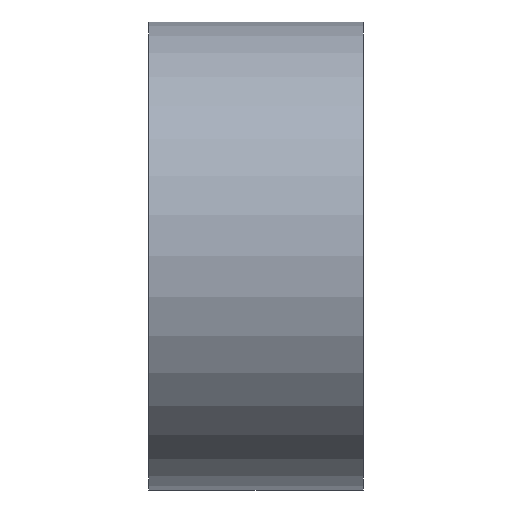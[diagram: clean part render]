
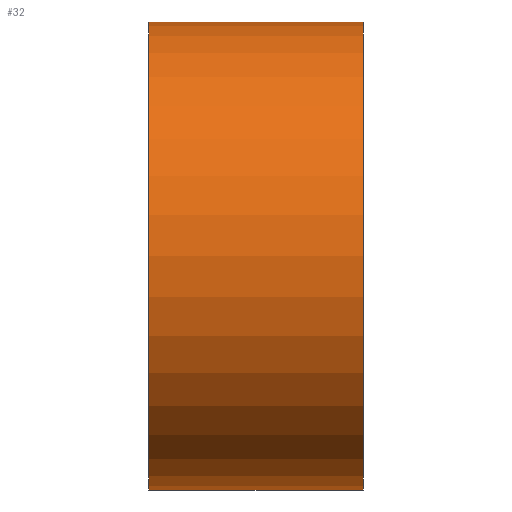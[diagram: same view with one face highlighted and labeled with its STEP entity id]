
A CAD part, front view. The second image highlights one B-rep face of the part: STEP entity #32.
In plain terms, the highlighted cylindrical face has radius 2.95 mm (diameter 5.9 mm), a partial arc.
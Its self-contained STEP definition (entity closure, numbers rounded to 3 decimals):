
#9 = ORIENTED_EDGE ( 'NONE', *, *, #187, .F. ) ;
#10 = EDGE_CURVE ( 'NONE', #136, #129, #50, .T. ) ;
#27 = VERTEX_POINT ( 'NONE', #69 ) ;
#32 = ADVANCED_FACE ( 'NONE', ( #148 ), #167, .T. ) ;
#48 = EDGE_CURVE ( 'NONE', #27, #73, #199, .T. ) ;
#50 = LINE ( 'NONE', #105, #137 ) ;
#56 = CARTESIAN_POINT ( 'NONE',  ( 0., 0., 0. ) ) ;
#64 = AXIS2_PLACEMENT_3D ( 'NONE', #56, #94, #125 ) ;
#69 = CARTESIAN_POINT ( 'NONE',  ( 2.7, 0., 2.95 ) ) ;
#73 = VERTEX_POINT ( 'NONE', #91 ) ;
#79 = DIRECTION ( 'NONE',  ( -1., 0., 0. ) ) ;
#82 = CARTESIAN_POINT ( 'NONE',  ( 2.7, 0., 0. ) ) ;
#86 = CARTESIAN_POINT ( 'NONE',  ( 2.7, 0., 2.95 ) ) ;
#90 = CARTESIAN_POINT ( 'NONE',  ( 2.7, 0., 0. ) ) ;
#91 = CARTESIAN_POINT ( 'NONE',  ( 0., 0., 2.95 ) ) ;
#94 = DIRECTION ( 'NONE',  ( 1., 0., 0. ) ) ;
#105 = CARTESIAN_POINT ( 'NONE',  ( 2.7, 0., -2.95 ) ) ;
#114 = CIRCLE ( 'NONE', #64, 2.95 ) ;
#118 = EDGE_LOOP ( 'NONE', ( #177, #9, #132, #143 ) ) ;
#125 = DIRECTION ( 'NONE',  ( 0., 0., -1. ) ) ;
#129 = VERTEX_POINT ( 'NONE', #160 ) ;
#131 = CIRCLE ( 'NONE', #149, 2.95 ) ;
#132 = ORIENTED_EDGE ( 'NONE', *, *, #48, .T. ) ;
#136 = VERTEX_POINT ( 'NONE', #190 ) ;
#137 = VECTOR ( 'NONE', #184, 1000. ) ;
#138 = DIRECTION ( 'NONE',  ( 0., 0., 1. ) ) ;
#139 = DIRECTION ( 'NONE',  ( 0., 0., -1. ) ) ;
#141 = DIRECTION ( 'NONE',  ( 1., 0., 0. ) ) ;
#143 = ORIENTED_EDGE ( 'NONE', *, *, #189, .T. ) ;
#145 = AXIS2_PLACEMENT_3D ( 'NONE', #90, #153, #138 ) ;
#148 = FACE_OUTER_BOUND ( 'NONE', #118, .T. ) ;
#149 = AXIS2_PLACEMENT_3D ( 'NONE', #82, #141, #139 ) ;
#153 = DIRECTION ( 'NONE',  ( -1., 0., 0. ) ) ;
#160 = CARTESIAN_POINT ( 'NONE',  ( 0., 0., -2.95 ) ) ;
#167 = CYLINDRICAL_SURFACE ( 'NONE', #145, 2.95 ) ;
#177 = ORIENTED_EDGE ( 'NONE', *, *, #10, .F. ) ;
#184 = DIRECTION ( 'NONE',  ( -1., 0., 0. ) ) ;
#186 = VECTOR ( 'NONE', #79, 1000. ) ;
#187 = EDGE_CURVE ( 'NONE', #27, #136, #131, .T. ) ;
#189 = EDGE_CURVE ( 'NONE', #73, #129, #114, .T. ) ;
#190 = CARTESIAN_POINT ( 'NONE',  ( 2.7, 0., -2.95 ) ) ;
#199 = LINE ( 'NONE', #86, #186 ) ;
